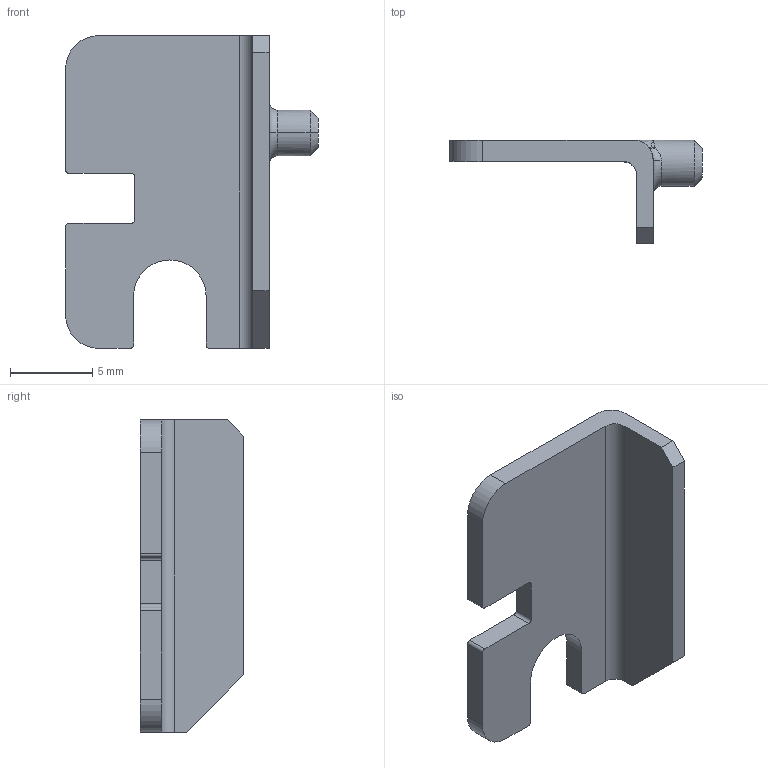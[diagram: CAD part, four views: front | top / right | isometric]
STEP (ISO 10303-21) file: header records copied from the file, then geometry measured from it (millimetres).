
FILE_DESCRIPTION (( 'STEP AP203' ), '1' );
FILE_NAME ('PCI Baffle RJ45.STEP', '2020-10-24T12:20:15', ( '' ), ( '' ), 'SwSTEP 2.0', 'SolidWorks 2020', '' );
FILE_SCHEMA (( 'CONFIG_CONTROL_DESIGN' ));
Length unit declared in the file: millimetre
Products named in the file (1): PCI Baffle RJ45
Bounding box: 15.39 x 6.3 x 19.05 mm (x, y, z)
Volume: 363.6 mm3; surface area: 692.4 mm2
Topology: 1 solids, 1 shells, 44 faces, 119 edges, 71 vertices
Faces by surface type: plane 18, cylinder 14, bspline 8, torus 2, cone 2
Entity records: 2950 total; most frequent: CARTESIAN_POINT 1836, ORIENTED_EDGE 226, DIRECTION 206, EDGE_CURVE 113, AXIS2_PLACEMENT_3D 72, VERTEX_POINT 71, VECTOR 62, LINE 62
